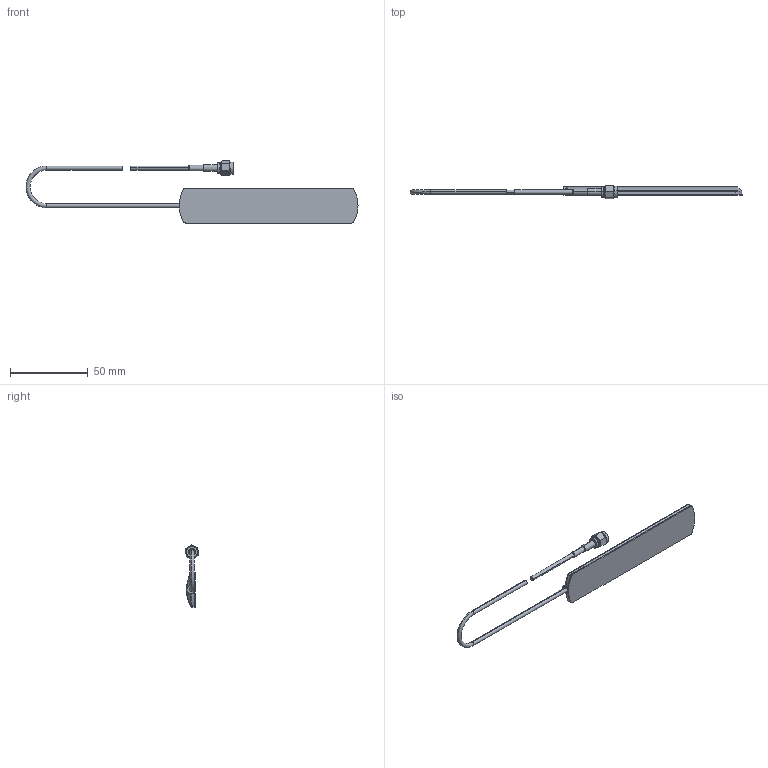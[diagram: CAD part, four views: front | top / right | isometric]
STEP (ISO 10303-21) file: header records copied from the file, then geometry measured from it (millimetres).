
FILE_DESCRIPTION (( 'STEP AP203' ), '1' );
FILE_NAME ('PE51GM1002.step', '2020-08-19T21:43:29', ( '' ), ( '' ), 'SwSTEP 2.0', 'SolidWorks 2018', '' );
FILE_SCHEMA (( 'CONFIG_CONTROL_DESIGN' ));
Length unit declared in the file: inch
Products named in the file (1): PE51GM1002
Bounding box: 213.9 x 8.47 x 39.97 mm (x, y, z)
Volume: 13793.8 mm3; surface area: 8766.3 mm2
Topology: 2 solids, 2 shells, 181 faces, 412 edges, 250 vertices
Faces by surface type: cylinder 64, plane 46, cone 30, torus 24, bspline 13, sphere 4
Entity records: 6745 total; most frequent: CARTESIAN_POINT 2675, DIRECTION 843, ORIENTED_EDGE 824, EDGE_CURVE 412, AXIS2_PLACEMENT_3D 353, VERTEX_POINT 250, EDGE_LOOP 196, CIRCLE 184
